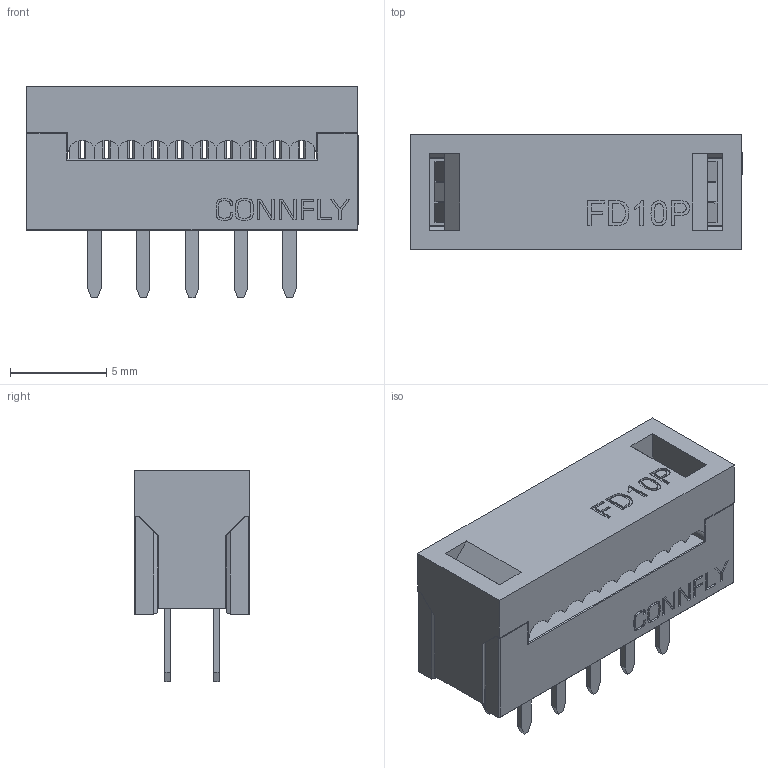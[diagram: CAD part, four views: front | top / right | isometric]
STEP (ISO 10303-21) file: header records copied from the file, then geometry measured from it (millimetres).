
FILE_DESCRIPTION (( 'STEP AP214' ), '1' );
FILE_NAME ('FDC-10 ( DS1018-2.54-10 ).STEP', '2017-04-09T23:50:06', ( 'SIG' ), ( '' ), 'SwSTEP 2.0', 'SolidWorks 2014', '' );
FILE_SCHEMA (( 'AUTOMOTIVE_DESIGN' ));
Length unit declared in the file: millimetre
Products named in the file (5): FDC-10 ( DS1018-2-10L ); FDC-10 ( DS1018-2-10S ); FDC-10 ( DS1018-2.54-10 )
Assembly tree (2 placements, depth 2):
  FDC-10 ( DS1018-2-10L )
  FDC-10 ( DS1018-2.54-10 )
    FDC-10 ( DS1018-2-10S )
    FDC-10 ( DS1018-2-10L )
  FDC-10 ( DS1018-2-10S )
Bounding box: 17.27 x 6 x 11 mm (x, y, z)
Volume: 621.5 mm3; surface area: 1159.4 mm2
Topology: 2 solids, 2 shells, 592 faces, 1550 edges, 1011 vertices
Faces by surface type: plane 503, bspline 49, cylinder 40
Entity records: 24710 total; most frequent: CARTESIAN_POINT 6156, ORIENTED_EDGE 3100, DIRECTION 2571, EDGE_CURVE 1550, LINE 1391, VECTOR 1391, VERTEX_POINT 1011, EDGE_LOOP 645
